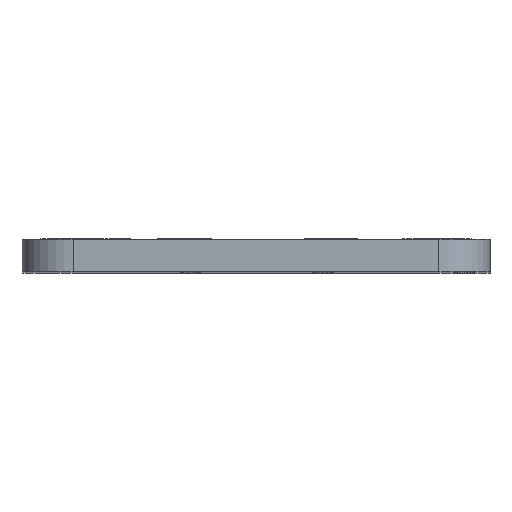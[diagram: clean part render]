
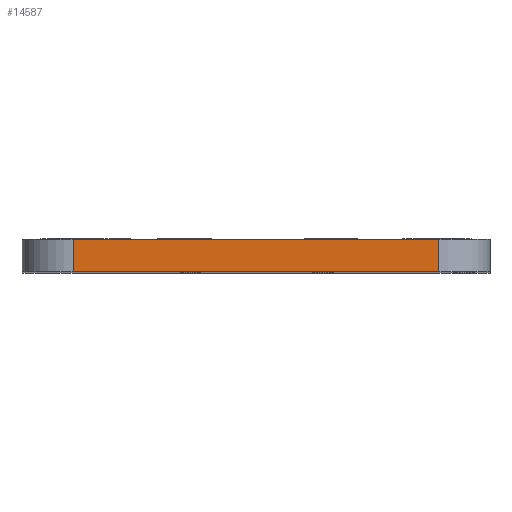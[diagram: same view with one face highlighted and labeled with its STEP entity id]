
A CAD part, top view. The second image highlights one B-rep face of the part: STEP entity #14587.
In plain terms, the highlighted planar face has unit normal (0, 0, 1).
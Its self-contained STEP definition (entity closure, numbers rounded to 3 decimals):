
#599 = DIRECTION ( 'NONE',  ( 1., 0., 0. ) ) ;
#717 = CARTESIAN_POINT ( 'NONE',  ( -2.5, -1.588, 0. ) ) ;
#1673 = CARTESIAN_POINT ( 'NONE',  ( -20.36, -1.588, 0. ) ) ;
#1957 = AXIS2_PLACEMENT_3D ( 'NONE', #30827, #16360, #14545 ) ;
#2436 = DIRECTION ( 'NONE',  ( 0., 1., 0. ) ) ;
#3760 = EDGE_LOOP ( 'NONE', ( #20262, #18934, #4423, #12596 ) ) ;
#4423 = ORIENTED_EDGE ( 'NONE', *, *, #21371, .T. ) ;
#4709 = VERTEX_POINT ( 'NONE', #24410 ) ;
#5746 = EDGE_CURVE ( 'NONE', #28823, #8271, #31036, .T. ) ;
#8271 = VERTEX_POINT ( 'NONE', #23092 ) ;
#8678 = PLANE ( 'NONE',  #1957 ) ;
#8953 = VECTOR ( 'NONE', #2436, 1000. ) ;
#10271 = VERTEX_POINT ( 'NONE', #19688 ) ;
#11809 = EDGE_CURVE ( 'NONE', #28823, #4709, #19892, .T. ) ;
#12193 = FACE_OUTER_BOUND ( 'NONE', #3760, .T. ) ;
#12596 = ORIENTED_EDGE ( 'NONE', *, *, #11809, .F. ) ;
#14337 = DIRECTION ( 'NONE',  ( 0., 1., 0. ) ) ;
#14545 = DIRECTION ( 'NONE',  ( 1., 0., 0. ) ) ;
#14587 = ADVANCED_FACE ( 'NONE', ( #12193 ), #8678, .T. ) ;
#14987 = VECTOR ( 'NONE', #14337, 1000. ) ;
#16360 = DIRECTION ( 'NONE',  ( 0., 0., 1. ) ) ;
#18934 = ORIENTED_EDGE ( 'NONE', *, *, #25871, .T. ) ;
#19035 = LINE ( 'NONE', #22430, #29276 ) ;
#19688 = CARTESIAN_POINT ( 'NONE',  ( -2.5, 0., 0. ) ) ;
#19892 = LINE ( 'NONE', #31405, #8953 ) ;
#20262 = ORIENTED_EDGE ( 'NONE', *, *, #5746, .T. ) ;
#20280 = DIRECTION ( 'NONE',  ( -1., 0., 0. ) ) ;
#21371 = EDGE_CURVE ( 'NONE', #10271, #4709, #19035, .T. ) ;
#22430 = CARTESIAN_POINT ( 'NONE',  ( -11.43, 0., 0. ) ) ;
#23092 = CARTESIAN_POINT ( 'NONE',  ( -2.5, -1.588, 0. ) ) ;
#23419 = VECTOR ( 'NONE', #599, 1000. ) ;
#24410 = CARTESIAN_POINT ( 'NONE',  ( -20.36, 0., 0. ) ) ;
#25233 = LINE ( 'NONE', #28771, #14987 ) ;
#25871 = EDGE_CURVE ( 'NONE', #8271, #10271, #25233, .T. ) ;
#28771 = CARTESIAN_POINT ( 'NONE',  ( -2.5, 0., 0. ) ) ;
#28823 = VERTEX_POINT ( 'NONE', #1673 ) ;
#29276 = VECTOR ( 'NONE', #20280, 1000. ) ;
#30827 = CARTESIAN_POINT ( 'NONE',  ( -2.5, 0., 0. ) ) ;
#31036 = LINE ( 'NONE', #717, #23419 ) ;
#31405 = CARTESIAN_POINT ( 'NONE',  ( -20.36, 0., 0. ) ) ;
